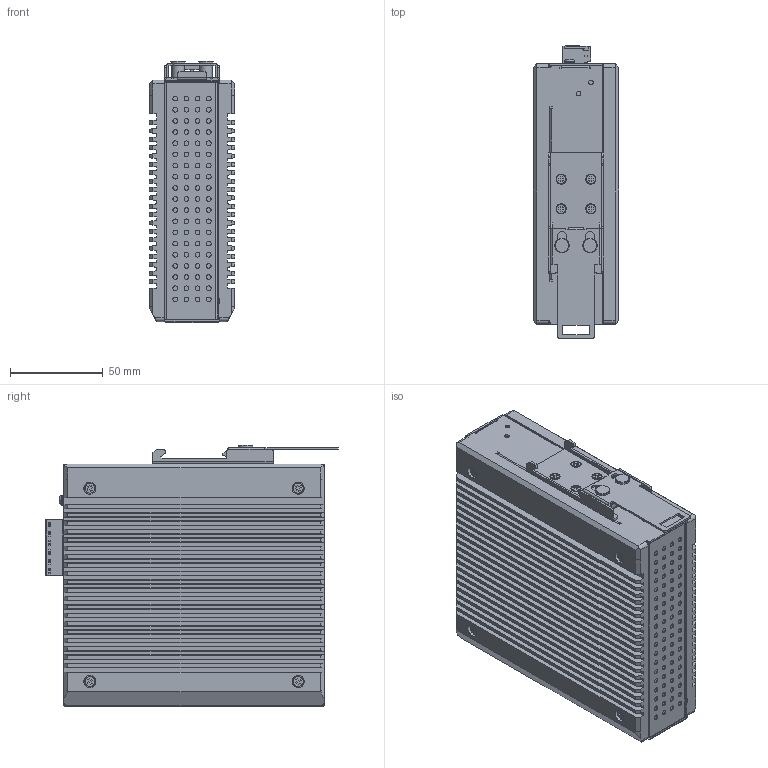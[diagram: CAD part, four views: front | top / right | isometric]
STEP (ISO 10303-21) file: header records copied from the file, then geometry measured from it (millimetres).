
FILE_DESCRIPTION (( 'STEP AP214' ), '1' );
FILE_NAME ('EKI-2706G-2GPI-DIN.STEP', '2024-05-27T03:05:50', ( '' ), ( '' ), 'SwSTEP 2.0', 'SolidWorks 2022', '' );
FILE_SCHEMA (( 'AUTOMOTIVE_DESIGN' ));
Length unit declared in the file: millimetre
Products named in the file (1): EKI-2706G-2GPI-DIN
Bounding box: 46 x 157.6 x 140.67 mm (x, y, z)
Volume: 758035.3 mm3; surface area: 143860.7 mm2
Topology: 1 solids, 26 shells, 4274 faces, 11426 edges, 7435 vertices
Faces by surface type: plane 3005, cylinder 859, bspline 331, torus 44, cone 35
Entity records: 193311 total; most frequent: CARTESIAN_POINT 41883, ORIENTED_EDGE 22852, DIRECTION 20457, EDGE_CURVE 11426, VECTOR 8903, LINE 8903, VERTEX_POINT 7435, AXIS2_PLACEMENT_3D 5777
